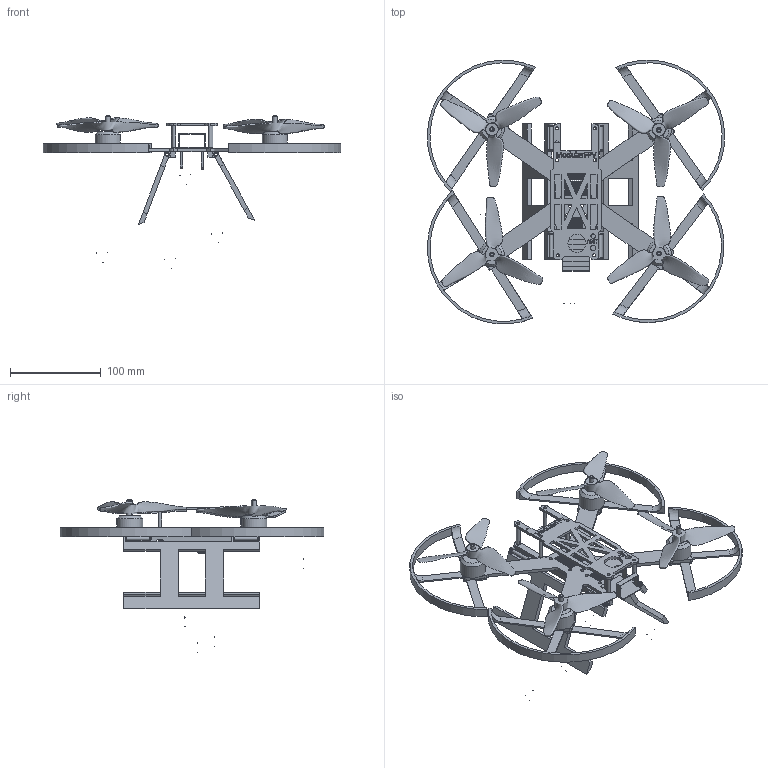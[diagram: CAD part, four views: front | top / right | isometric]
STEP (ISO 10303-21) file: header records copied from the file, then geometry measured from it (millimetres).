
FILE_DESCRIPTION(/* description */ ('STEP AP242','CAx-IF Rec.Pracs.---Representation and Presentation of Product Manufacturing Information (PMI)---4.0---2014-10-13','CAx-IF Rec.Pracs.---3D Tessellated Geometry---0.4---2014-09-14','2;1'),/* implementation_level */ '2;1');
FILE_NAME(/* name */ 'FULL FRAME',/* time_stamp */ '2024-06-24T21:15:05Z',/* author */ (''),/* organization */ (''),/* preprocessor_version */ 'ST-DEVELOPER v20',/* originating_system */ ' ',/* authorisation */ ' ');
FILE_SCHEMA (('AP242_MANAGED_MODEL_BASED_3D_ENGINEERING_MIM_LF { 1 0 10303 442 1 1 4 }'));
Length unit declared in the file: metre
Products named in the file (15): FULL FRAME; Part 1; Part 2; Part 3; Part 4
Assembly tree (42 placements, depth 2):
  FULL FRAME
    Part 1
    Part 1  x2
    Part 1  x4
    Part 1
    Part 1  x10
    Part 2  x4
    Part 3  x4
    Part 1  x4
    Part 1
    Part 1
    Part 1  x4
    Part 1
    Part 1
    Part 4  x4
Bounding box: 328.23 x 291.06 x 168.65 mm (x, y, z)
Volume: 218019.8 mm3; surface area: 185570.6 mm2
Topology: 26 solids, 46 shells, 970 faces, 2720 edges, 1837 vertices
Faces by surface type: plane 592, cylinder 247, bspline 79, cone 24, other 16, torus 12
Full cylindrical faces by diameter (mm): 3.4 x106, 4 x10, 5 x5, 5.153 x4, 6.19 x1, 20 x1, 27.7 x4
Entity records: 23887 total; most frequent: CARTESIAN_POINT 5006, ORIENTED_EDGE 3854, DIRECTION 3409, EDGE_CURVE 1928, LINE 1453, VECTOR 1453, VERTEX_POINT 1340, FACE_BOUND 1024
